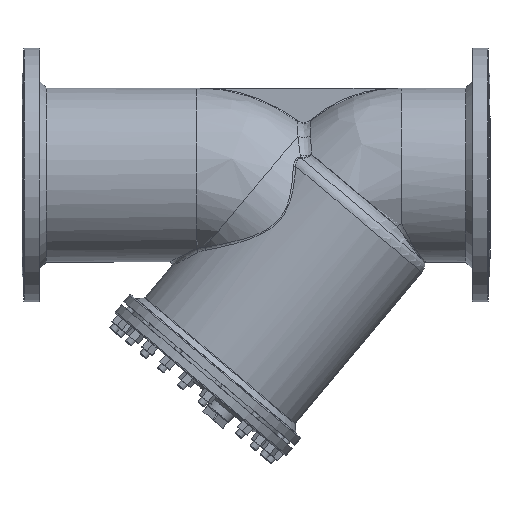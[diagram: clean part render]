
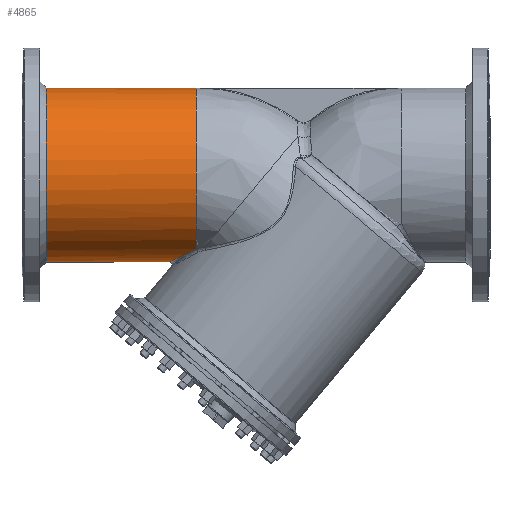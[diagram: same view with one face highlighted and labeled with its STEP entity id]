
A CAD part, top view. The second image highlights one B-rep face of the part: STEP entity #4865.
In plain terms, the highlighted cylindrical face has radius 158 mm (diameter 316 mm), a full revolution.
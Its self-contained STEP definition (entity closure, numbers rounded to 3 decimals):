
#274=CYLINDRICAL_SURFACE('',#5299,158.);
#429=LINE('',#9790,#614);
#430=LINE('',#9792,#615);
#431=LINE('',#9796,#616);
#614=VECTOR('',#6236,158.);
#615=VECTOR('',#6237,10.);
#616=VECTOR('',#6240,10.);
#1032=FACE_OUTER_BOUND('',#1318,.T.);
#1318=EDGE_LOOP('',(#3724,#3725,#3726,#3727,#3728,#3729,#3730,#3731,#3732,
#3733,#3734,#3735));
#1575=B_SPLINE_CURVE_WITH_KNOTS('',3,(#7424,#7425,#7426,#7427,#7428,#7429),
 .UNSPECIFIED.,.F.,.F.,(4,2,4),(0.897,3.188,3.194),
 .UNSPECIFIED.);
#1662=B_SPLINE_CURVE_WITH_KNOTS('',3,(#9506,#9507,#9508,#9509,#9510,#9511,
#9512,#9513,#9514,#9515,#9516,#9517,#9518),.UNSPECIFIED.,.F.,.F.,(4,1,1,
1,1,1,1,1,1,1,4),(-21.187,-18.16,-15.134,
-13.62,-12.107,-11.098,-9.08,
-8.071,-6.053,-3.027,0.),.UNSPECIFIED.);
#1667=B_SPLINE_CURVE_WITH_KNOTS('',3,(#9797,#9798,#9799,#9800,#9801,#9802),
 .UNSPECIFIED.,.F.,.F.,(4,2,4),(-0.007,0.,3.414),
 .UNSPECIFIED.);
#1685=CIRCLE('',#5073,158.);
#1748=CIRCLE('',#5296,158.);
#1749=CIRCLE('',#5297,158.);
#1751=CIRCLE('',#5300,158.);
#1752=CIRCLE('',#5301,158.);
#1965=VERTEX_POINT('',#7409);
#1966=VERTEX_POINT('',#7411);
#1968=VERTEX_POINT('',#7422);
#2169=VERTEX_POINT('',#9505);
#2172=VERTEX_POINT('',#9782);
#2173=VERTEX_POINT('',#9784);
#2174=VERTEX_POINT('',#9788);
#2175=VERTEX_POINT('',#9791);
#2176=VERTEX_POINT('',#9793);
#2177=VERTEX_POINT('',#9795);
#2409=EDGE_CURVE('',#1966,#1965,#1685,.T.);
#2413=EDGE_CURVE('',#1968,#1965,#1575,.T.);
#2727=EDGE_CURVE('',#1966,#2169,#1662,.T.);
#2736=EDGE_CURVE('',#2172,#2169,#1748,.T.);
#2737=EDGE_CURVE('',#2173,#2172,#1749,.T.);
#2739=EDGE_CURVE('',#2174,#2174,#1751,.T.);
#2740=EDGE_CURVE('',#2174,#2172,#429,.T.);
#2741=EDGE_CURVE('',#1968,#2175,#430,.T.);
#2742=EDGE_CURVE('',#2175,#2176,#1752,.T.);
#2743=EDGE_CURVE('',#2177,#2176,#431,.T.);
#2744=EDGE_CURVE('',#2173,#2177,#1667,.T.);
#3724=ORIENTED_EDGE('',*,*,#2739,.F.);
#3725=ORIENTED_EDGE('',*,*,#2740,.T.);
#3726=ORIENTED_EDGE('',*,*,#2736,.T.);
#3727=ORIENTED_EDGE('',*,*,#2727,.F.);
#3728=ORIENTED_EDGE('',*,*,#2409,.T.);
#3729=ORIENTED_EDGE('',*,*,#2413,.F.);
#3730=ORIENTED_EDGE('',*,*,#2741,.T.);
#3731=ORIENTED_EDGE('',*,*,#2742,.T.);
#3732=ORIENTED_EDGE('',*,*,#2743,.F.);
#3733=ORIENTED_EDGE('',*,*,#2744,.F.);
#3734=ORIENTED_EDGE('',*,*,#2737,.T.);
#3735=ORIENTED_EDGE('',*,*,#2740,.F.);
#4865=ADVANCED_FACE('',(#1032),#274,.T.);
#5073=AXIS2_PLACEMENT_3D('',#7412,#5687,#5688);
#5296=AXIS2_PLACEMENT_3D('',#9783,#6226,#6227);
#5297=AXIS2_PLACEMENT_3D('',#9785,#6228,#6229);
#5299=AXIS2_PLACEMENT_3D('',#9787,#6232,#6233);
#5300=AXIS2_PLACEMENT_3D('',#9789,#6234,#6235);
#5301=AXIS2_PLACEMENT_3D('',#9794,#6238,#6239);
#5687=DIRECTION('center_axis',(-1.,0.,0.));
#5688=DIRECTION('ref_axis',(0.,0.,1.));
#6226=DIRECTION('center_axis',(-1.,0.,0.));
#6227=DIRECTION('ref_axis',(0.,0.,1.));
#6228=DIRECTION('center_axis',(-1.,0.,0.));
#6229=DIRECTION('ref_axis',(0.,0.,1.));
#6232=DIRECTION('center_axis',(-1.,0.,0.));
#6233=DIRECTION('ref_axis',(0.,0.,1.));
#6234=DIRECTION('center_axis',(-1.,0.,0.));
#6235=DIRECTION('ref_axis',(0.,0.,1.));
#6236=DIRECTION('',(1.,0.,0.));
#6237=DIRECTION('',(-1.,0.,0.));
#6238=DIRECTION('center_axis',(-1.,0.,0.));
#6239=DIRECTION('ref_axis',(0.,0.,1.));
#6240=DIRECTION('',(-1.,0.,0.));
#7409=CARTESIAN_POINT('',(-501.847,157.937,4.444));
#7411=CARTESIAN_POINT('',(-501.847,-134.117,83.527));
#7412=CARTESIAN_POINT('Origin',(-501.847,0.,
0.));
#7422=CARTESIAN_POINT('',(-467.077,157.98,2.5));
#7424=CARTESIAN_POINT('Ctrl Pts',(-467.077,157.98,2.5));
#7425=CARTESIAN_POINT('Ctrl Pts',(-478.026,157.98,2.5));
#7426=CARTESIAN_POINT('Ctrl Pts',(-491.93,157.96,3.65));
#7427=CARTESIAN_POINT('Ctrl Pts',(-501.795,157.938,4.44));
#7428=CARTESIAN_POINT('Ctrl Pts',(-501.821,157.938,4.442));
#7429=CARTESIAN_POINT('Ctrl Pts',(-501.847,157.937,4.444));
#9505=CARTESIAN_POINT('',(-501.847,-134.117,-83.527));
#9506=CARTESIAN_POINT('Ctrl Pts',(-501.847,-134.117,83.527));
#9507=CARTESIAN_POINT('Ctrl Pts',(-509.103,-137.709,77.759));
#9508=CARTESIAN_POINT('Ctrl Pts',(-522.928,-144.51,65.213));
#9509=CARTESIAN_POINT('Ctrl Pts',(-537.352,-151.542,46.175));
#9510=CARTESIAN_POINT('Ctrl Pts',(-545.651,-155.572,28.731));
#9511=CARTESIAN_POINT('Ctrl Pts',(-549.258,-157.32,16.234));
#9512=CARTESIAN_POINT('Ctrl Pts',(-551.135,-158.229,1.666));
#9513=CARTESIAN_POINT('Ctrl Pts',(-550.279,-157.814,-11.46));
#9514=CARTESIAN_POINT('Ctrl Pts',(-546.251,-155.863,-27.203));
#9515=CARTESIAN_POINT('Ctrl Pts',(-538.315,-152.011,-44.912));
#9516=CARTESIAN_POINT('Ctrl Pts',(-522.948,-144.52,-65.186));
#9517=CARTESIAN_POINT('Ctrl Pts',(-509.103,-137.709,-77.759));
#9518=CARTESIAN_POINT('Ctrl Pts',(-501.847,-134.117,-83.527));
#9782=CARTESIAN_POINT('',(-501.847,0.,-158.));
#9783=CARTESIAN_POINT('Origin',(-501.847,0.,
0.));
#9784=CARTESIAN_POINT('',(-501.847,157.937,-4.444));
#9785=CARTESIAN_POINT('Origin',(-501.847,0.,
0.));
#9787=CARTESIAN_POINT('Origin',(-501.847,0.,0.));
#9788=CARTESIAN_POINT('',(-774.,0.,-158.));
#9789=CARTESIAN_POINT('Origin',(-774.,0.,
0.));
#9790=CARTESIAN_POINT('',(-501.847,0.,-158.));
#9791=CARTESIAN_POINT('',(-501.847,157.98,2.5));
#9792=CARTESIAN_POINT('',(0.,157.98,2.5));
#9793=CARTESIAN_POINT('',(-501.847,157.98,-2.5));
#9794=CARTESIAN_POINT('Origin',(-501.847,0.,
0.));
#9795=CARTESIAN_POINT('',(-467.077,157.98,-2.5));
#9796=CARTESIAN_POINT('',(0.,157.98,-2.5));
#9797=CARTESIAN_POINT('Ctrl Pts',(-501.847,157.937,-4.444));
#9798=CARTESIAN_POINT('Ctrl Pts',(-501.823,157.938,-4.442));
#9799=CARTESIAN_POINT('Ctrl Pts',(-501.798,157.938,-4.44));
#9800=CARTESIAN_POINT('Ctrl Pts',(-490.43,157.963,-3.53));
#9801=CARTESIAN_POINT('Ctrl Pts',(-477.426,157.98,-2.5));
#9802=CARTESIAN_POINT('Ctrl Pts',(-467.077,157.98,-2.5));
